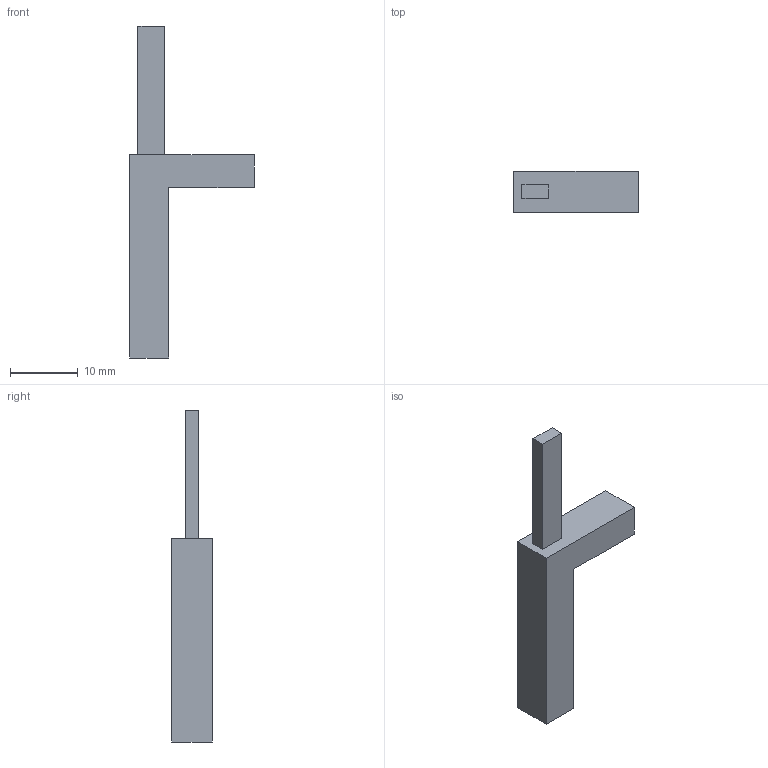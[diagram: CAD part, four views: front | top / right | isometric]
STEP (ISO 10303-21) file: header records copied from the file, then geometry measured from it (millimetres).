
FILE_DESCRIPTION(/* description */ (''),/* implementation_level */ '2;1');
FILE_NAME(/* name */ 'L.step',/* time_stamp */ '2026-01-18T20:24:36+01:00',/* author */ (''),/* organization */ (''),/* preprocessor_version */ 'ST-DEVELOPER v20.1',/* originating_system */ 'Autodesk Translation Framework v14.21.0.0',/* authorisation */ '');
FILE_SCHEMA (('AUTOMOTIVE_DESIGN { 1 0 10303 214 3 1 1 }'));
Length unit declared in the file: millimetre
Products named in the file (2): L; L_1
Assembly tree (1 placements, depth 2):
  L
    L_1
Bounding box: 18.41 x 6 x 48.99 mm (x, y, z)
Volume: 1550.1 mm3; surface area: 1386.6 mm2
Topology: 2 solids, 2 shells, 26 faces, 60 edges, 40 vertices
Faces by surface type: plane 26
Entity records: 776 total; most frequent: CARTESIAN_POINT 129, ORIENTED_EDGE 120, DIRECTION 118, LINE 60, VECTOR 60, EDGE_CURVE 60, VERTEX_POINT 40, AXIS2_PLACEMENT_3D 29
